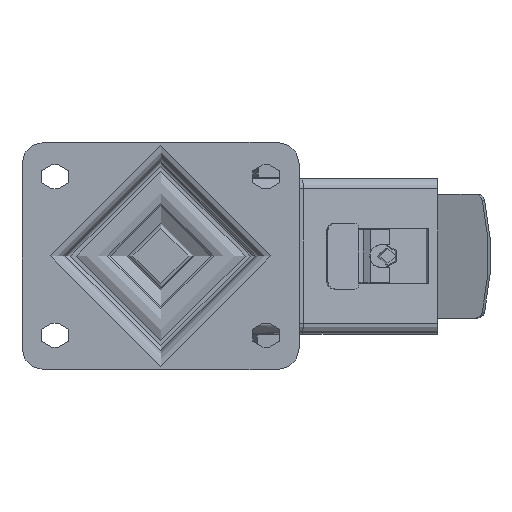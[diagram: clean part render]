
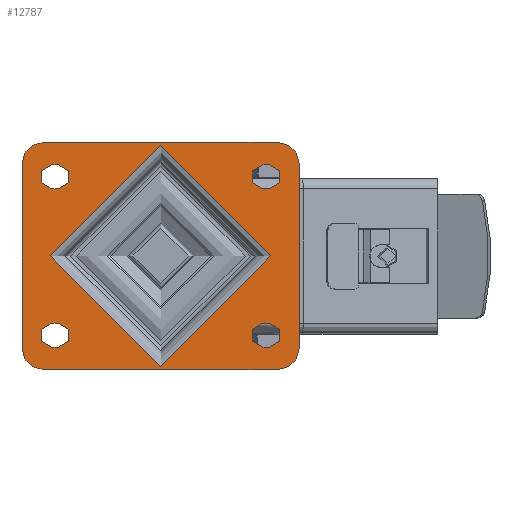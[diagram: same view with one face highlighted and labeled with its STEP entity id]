
A CAD part, top view. The second image highlights one B-rep face of the part: STEP entity #12787.
In plain terms, the highlighted planar face has unit normal (0, 0, 1).
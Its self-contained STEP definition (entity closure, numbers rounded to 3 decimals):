
#559=FACE_BOUND('',#1990,.T.);
#560=FACE_BOUND('',#1991,.T.);
#561=FACE_BOUND('',#1992,.T.);
#562=FACE_BOUND('',#1993,.T.);
#563=FACE_BOUND('',#1994,.T.);
#707=PLANE('',#13832);
#1250=FACE_OUTER_BOUND('',#1989,.T.);
#1989=EDGE_LOOP('',(#9387,#9388,#9389,#9390,#9391,#9392,#9393,#9394));
#1990=EDGE_LOOP('',(#9395));
#1991=EDGE_LOOP('',(#9396,#9397,#9398,#9399));
#1992=EDGE_LOOP('',(#9400,#9401,#9402,#9403));
#1993=EDGE_LOOP('',(#9404,#9405,#9406,#9407));
#1994=EDGE_LOOP('',(#9408,#9409,#9410,#9411));
#2915=LINE('',#18880,#4119);
#2917=LINE('',#18883,#4121);
#2918=LINE('',#18884,#4122);
#2919=LINE('',#18885,#4123);
#2920=LINE('',#18886,#4124);
#2921=LINE('',#18887,#4125);
#2922=LINE('',#18888,#4126);
#2923=LINE('',#18889,#4127);
#2924=LINE('',#18890,#4128);
#2925=LINE('',#18891,#4129);
#2926=LINE('',#18892,#4130);
#2927=LINE('',#18893,#4131);
#4119=VECTOR('',#15491,1000.);
#4121=VECTOR('',#15495,1000.);
#4122=VECTOR('',#15496,1000.);
#4123=VECTOR('',#15497,1000.);
#4124=VECTOR('',#15498,1000.);
#4125=VECTOR('',#15499,1000.);
#4126=VECTOR('',#15500,1000.);
#4127=VECTOR('',#15501,1000.);
#4128=VECTOR('',#15502,1000.);
#4129=VECTOR('',#15503,1000.);
#4130=VECTOR('',#15504,1000.);
#4131=VECTOR('',#15505,1000.);
#5075=CIRCLE('',#13540,4.5);
#5076=CIRCLE('',#13542,4.5);
#5079=CIRCLE('',#13546,4.5);
#5080=CIRCLE('',#13548,4.5);
#5083=CIRCLE('',#13552,4.5);
#5084=CIRCLE('',#13554,4.5);
#5087=CIRCLE('',#13558,4.5);
#5088=CIRCLE('',#13560,4.5);
#5090=CIRCLE('',#13563,41.75);
#5103=CIRCLE('',#13583,8.);
#5105=CIRCLE('',#13586,8.);
#5107=CIRCLE('',#13589,8.);
#5109=CIRCLE('',#13592,8.);
#5449=VERTEX_POINT('',#18033);
#5450=VERTEX_POINT('',#18035);
#5451=VERTEX_POINT('',#18039);
#5452=VERTEX_POINT('',#18040);
#5457=VERTEX_POINT('',#18051);
#5458=VERTEX_POINT('',#18053);
#5459=VERTEX_POINT('',#18057);
#5460=VERTEX_POINT('',#18058);
#5465=VERTEX_POINT('',#18069);
#5466=VERTEX_POINT('',#18071);
#5467=VERTEX_POINT('',#18075);
#5468=VERTEX_POINT('',#18076);
#5473=VERTEX_POINT('',#18087);
#5474=VERTEX_POINT('',#18089);
#5475=VERTEX_POINT('',#18093);
#5476=VERTEX_POINT('',#18094);
#5479=VERTEX_POINT('',#18102);
#5488=VERTEX_POINT('',#18134);
#5489=VERTEX_POINT('',#18135);
#5492=VERTEX_POINT('',#18143);
#5493=VERTEX_POINT('',#18144);
#5496=VERTEX_POINT('',#18152);
#5497=VERTEX_POINT('',#18153);
#5500=VERTEX_POINT('',#18161);
#5501=VERTEX_POINT('',#18162);
#6703=EDGE_CURVE('',#5450,#5449,#5075,.T.);
#6705=EDGE_CURVE('',#5451,#5452,#5076,.T.);
#6711=EDGE_CURVE('',#5458,#5457,#5079,.T.);
#6713=EDGE_CURVE('',#5459,#5460,#5080,.T.);
#6719=EDGE_CURVE('',#5466,#5465,#5083,.T.);
#6721=EDGE_CURVE('',#5467,#5468,#5084,.T.);
#6727=EDGE_CURVE('',#5474,#5473,#5087,.T.);
#6729=EDGE_CURVE('',#5475,#5476,#5088,.T.);
#6733=EDGE_CURVE('',#5479,#5479,#5090,.T.);
#6749=EDGE_CURVE('',#5488,#5489,#5103,.T.);
#6753=EDGE_CURVE('',#5492,#5493,#5105,.T.);
#6757=EDGE_CURVE('',#5496,#5497,#5107,.T.);
#6761=EDGE_CURVE('',#5500,#5501,#5109,.T.);
#7121=EDGE_CURVE('',#5501,#5488,#2915,.T.);
#7123=EDGE_CURVE('',#5497,#5500,#2917,.T.);
#7124=EDGE_CURVE('',#5493,#5496,#2918,.T.);
#7125=EDGE_CURVE('',#5489,#5492,#2919,.T.);
#7126=EDGE_CURVE('',#5449,#5451,#2920,.T.);
#7127=EDGE_CURVE('',#5452,#5450,#2921,.T.);
#7128=EDGE_CURVE('',#5457,#5459,#2922,.T.);
#7129=EDGE_CURVE('',#5460,#5458,#2923,.T.);
#7130=EDGE_CURVE('',#5465,#5467,#2924,.T.);
#7131=EDGE_CURVE('',#5468,#5466,#2925,.T.);
#7132=EDGE_CURVE('',#5473,#5475,#2926,.T.);
#7133=EDGE_CURVE('',#5476,#5474,#2927,.T.);
#9387=ORIENTED_EDGE('',*,*,#6761,.F.);
#9388=ORIENTED_EDGE('',*,*,#7123,.F.);
#9389=ORIENTED_EDGE('',*,*,#6757,.F.);
#9390=ORIENTED_EDGE('',*,*,#7124,.F.);
#9391=ORIENTED_EDGE('',*,*,#6753,.F.);
#9392=ORIENTED_EDGE('',*,*,#7125,.F.);
#9393=ORIENTED_EDGE('',*,*,#6749,.F.);
#9394=ORIENTED_EDGE('',*,*,#7121,.F.);
#9395=ORIENTED_EDGE('',*,*,#6733,.F.);
#9396=ORIENTED_EDGE('',*,*,#7126,.T.);
#9397=ORIENTED_EDGE('',*,*,#6705,.T.);
#9398=ORIENTED_EDGE('',*,*,#7127,.T.);
#9399=ORIENTED_EDGE('',*,*,#6703,.T.);
#9400=ORIENTED_EDGE('',*,*,#7128,.T.);
#9401=ORIENTED_EDGE('',*,*,#6713,.T.);
#9402=ORIENTED_EDGE('',*,*,#7129,.T.);
#9403=ORIENTED_EDGE('',*,*,#6711,.T.);
#9404=ORIENTED_EDGE('',*,*,#7130,.T.);
#9405=ORIENTED_EDGE('',*,*,#6721,.T.);
#9406=ORIENTED_EDGE('',*,*,#7131,.T.);
#9407=ORIENTED_EDGE('',*,*,#6719,.T.);
#9408=ORIENTED_EDGE('',*,*,#7132,.T.);
#9409=ORIENTED_EDGE('',*,*,#6729,.T.);
#9410=ORIENTED_EDGE('',*,*,#7133,.T.);
#9411=ORIENTED_EDGE('',*,*,#6727,.T.);
#12787=ADVANCED_FACE('',(#1250,#559,#560,#561,#562,#563),#707,.T.);
#13540=AXIS2_PLACEMENT_3D('',#18036,#14653,#14654);
#13542=AXIS2_PLACEMENT_3D('',#18041,#14658,#14659);
#13546=AXIS2_PLACEMENT_3D('',#18054,#14669,#14670);
#13548=AXIS2_PLACEMENT_3D('',#18059,#14674,#14675);
#13552=AXIS2_PLACEMENT_3D('',#18072,#14685,#14686);
#13554=AXIS2_PLACEMENT_3D('',#18077,#14690,#14691);
#13558=AXIS2_PLACEMENT_3D('',#18090,#14701,#14702);
#13560=AXIS2_PLACEMENT_3D('',#18095,#14706,#14707);
#13563=AXIS2_PLACEMENT_3D('',#18103,#14714,#14715);
#13583=AXIS2_PLACEMENT_3D('',#18136,#14757,#14758);
#13586=AXIS2_PLACEMENT_3D('',#18145,#14765,#14766);
#13589=AXIS2_PLACEMENT_3D('',#18154,#14773,#14774);
#13592=AXIS2_PLACEMENT_3D('',#18163,#14781,#14782);
#13832=AXIS2_PLACEMENT_3D('',#18882,#15493,#15494);
#14653=DIRECTION('center_axis',(0.,0.,-1.));
#14654=DIRECTION('ref_axis',(-1.,0.,0.));
#14658=DIRECTION('center_axis',(0.,0.,-1.));
#14659=DIRECTION('ref_axis',(-1.,0.,0.));
#14669=DIRECTION('center_axis',(0.,0.,-1.));
#14670=DIRECTION('ref_axis',(-1.,0.,0.));
#14674=DIRECTION('center_axis',(0.,0.,-1.));
#14675=DIRECTION('ref_axis',(-1.,0.,0.));
#14685=DIRECTION('center_axis',(0.,0.,-1.));
#14686=DIRECTION('ref_axis',(1.,0.,0.));
#14690=DIRECTION('center_axis',(0.,0.,-1.));
#14691=DIRECTION('ref_axis',(1.,0.,0.));
#14701=DIRECTION('center_axis',(0.,0.,-1.));
#14702=DIRECTION('ref_axis',(1.,0.,0.));
#14706=DIRECTION('center_axis',(0.,0.,-1.));
#14707=DIRECTION('ref_axis',(1.,0.,0.));
#14714=DIRECTION('center_axis',(0.,0.,1.));
#14715=DIRECTION('ref_axis',(1.,0.,0.));
#14757=DIRECTION('center_axis',(0.,0.,-1.));
#14758=DIRECTION('ref_axis',(-0.707,0.707,0.));
#14765=DIRECTION('center_axis',(0.,0.,-1.));
#14766=DIRECTION('ref_axis',(0.707,0.707,0.));
#14773=DIRECTION('center_axis',(0.,0.,-1.));
#14774=DIRECTION('ref_axis',(0.707,-0.707,0.));
#14781=DIRECTION('center_axis',(0.,0.,-1.));
#14782=DIRECTION('ref_axis',(-0.707,-0.707,0.));
#15491=DIRECTION('',(0.,1.,0.));
#15493=DIRECTION('center_axis',(0.,0.,1.));
#15494=DIRECTION('ref_axis',(1.,0.,0.));
#15495=DIRECTION('',(-1.,0.,0.));
#15496=DIRECTION('',(0.,-1.,0.));
#15497=DIRECTION('',(1.,0.,0.));
#15498=DIRECTION('',(-1.,0.,0.));
#15499=DIRECTION('',(1.,0.,0.));
#15500=DIRECTION('',(-1.,0.,0.));
#15501=DIRECTION('',(1.,0.,0.));
#15502=DIRECTION('',(1.,0.,0.));
#15503=DIRECTION('',(-1.,0.,0.));
#15504=DIRECTION('',(1.,0.,0.));
#15505=DIRECTION('',(-1.,0.,0.));
#18033=CARTESIAN_POINT('',(41.25,-34.5,0.));
#18035=CARTESIAN_POINT('',(41.25,-25.5,0.));
#18036=CARTESIAN_POINT('Origin',(41.25,-30.,0.));
#18039=CARTESIAN_POINT('',(38.75,-34.5,0.));
#18040=CARTESIAN_POINT('',(38.75,-25.5,0.));
#18041=CARTESIAN_POINT('Origin',(38.75,-30.,0.));
#18051=CARTESIAN_POINT('',(41.25,25.5,0.));
#18053=CARTESIAN_POINT('',(41.25,34.5,0.));
#18054=CARTESIAN_POINT('Origin',(41.25,30.,0.));
#18057=CARTESIAN_POINT('',(38.75,25.5,0.));
#18058=CARTESIAN_POINT('',(38.75,34.5,0.));
#18059=CARTESIAN_POINT('Origin',(38.75,30.,0.));
#18069=CARTESIAN_POINT('',(-41.25,-25.5,0.));
#18071=CARTESIAN_POINT('',(-41.25,-34.5,0.));
#18072=CARTESIAN_POINT('Origin',(-41.25,-30.,0.));
#18075=CARTESIAN_POINT('',(-38.75,-25.5,0.));
#18076=CARTESIAN_POINT('',(-38.75,-34.5,0.));
#18077=CARTESIAN_POINT('Origin',(-38.75,-30.,0.));
#18087=CARTESIAN_POINT('',(-41.25,34.5,0.));
#18089=CARTESIAN_POINT('',(-41.25,25.5,0.));
#18090=CARTESIAN_POINT('Origin',(-41.25,30.,0.));
#18093=CARTESIAN_POINT('',(-38.75,34.5,0.));
#18094=CARTESIAN_POINT('',(-38.75,25.5,0.));
#18095=CARTESIAN_POINT('Origin',(-38.75,30.,0.));
#18102=CARTESIAN_POINT('',(41.75,0.,0.));
#18103=CARTESIAN_POINT('Origin',(0.,0.,0.));
#18134=CARTESIAN_POINT('',(-52.5,35.,0.));
#18135=CARTESIAN_POINT('',(-44.5,43.,0.));
#18136=CARTESIAN_POINT('Origin',(-44.5,35.,0.));
#18143=CARTESIAN_POINT('',(44.5,43.,0.));
#18144=CARTESIAN_POINT('',(52.5,35.,0.));
#18145=CARTESIAN_POINT('Origin',(44.5,35.,0.));
#18152=CARTESIAN_POINT('',(52.5,-35.,0.));
#18153=CARTESIAN_POINT('',(44.5,-43.,0.));
#18154=CARTESIAN_POINT('Origin',(44.5,-35.,0.));
#18161=CARTESIAN_POINT('',(-44.5,-43.,0.));
#18162=CARTESIAN_POINT('',(-52.5,-35.,0.));
#18163=CARTESIAN_POINT('Origin',(-44.5,-35.,0.));
#18880=CARTESIAN_POINT('',(-52.5,-43.,0.));
#18882=CARTESIAN_POINT('Origin',(0.,0.,0.));
#18883=CARTESIAN_POINT('',(52.5,-43.,0.));
#18884=CARTESIAN_POINT('',(52.5,43.,0.));
#18885=CARTESIAN_POINT('',(-52.5,43.,0.));
#18886=CARTESIAN_POINT('',(41.25,-34.5,0.));
#18887=CARTESIAN_POINT('',(41.25,-25.5,0.));
#18888=CARTESIAN_POINT('',(41.25,25.5,0.));
#18889=CARTESIAN_POINT('',(41.25,34.5,0.));
#18890=CARTESIAN_POINT('',(-41.25,-25.5,0.));
#18891=CARTESIAN_POINT('',(-41.25,-34.5,0.));
#18892=CARTESIAN_POINT('',(-41.25,34.5,0.));
#18893=CARTESIAN_POINT('',(-41.25,25.5,0.));
